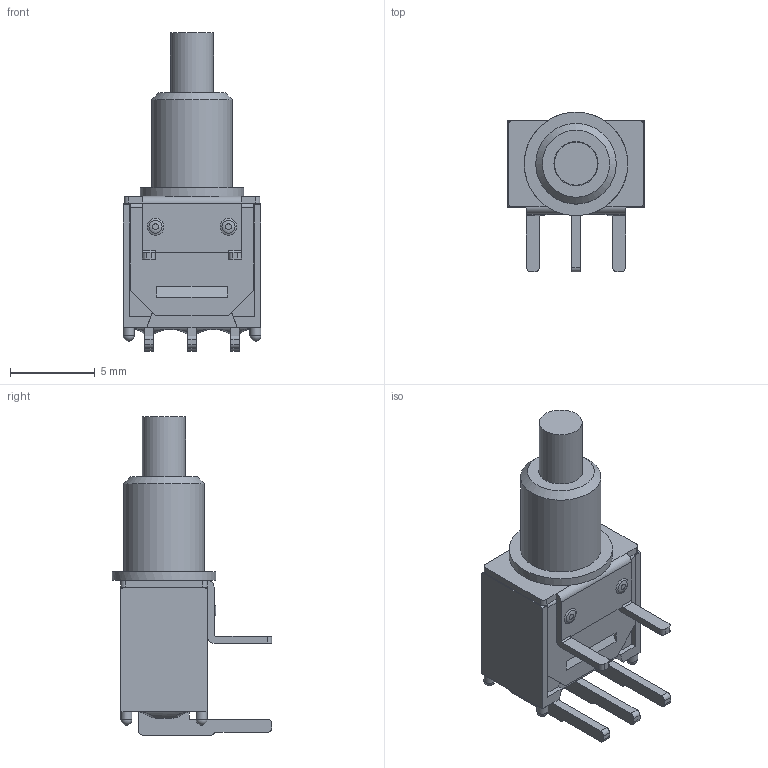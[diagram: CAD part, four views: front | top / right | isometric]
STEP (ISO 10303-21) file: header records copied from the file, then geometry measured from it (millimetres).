
FILE_DESCRIPTION((' '),'2;1');
FILE_NAME('800SP8B7M6xE.stp','2017-07-28T09:07:56',(' '),(' '),' ','ACIS',' ');
FILE_SCHEMA(('CONFIG_CONTROL_DESIGN'));
Length unit declared in the file: inch
Products named in the file (3): 800SP8B7M6xE.stp; Body1; Body2
Assembly tree (2 placements, depth 2):
  800SP8B7M6xE.stp
    Body1
    Body2
Bounding box: 8.13 x 9.4 x 18.76 mm (x, y, z)
Volume: 314.7 mm3; surface area: 795.1 mm2
Topology: 2 solids, 3 shells, 183 faces, 485 edges, 309 vertices
Faces by surface type: plane 124, cylinder 42, bspline 10, sphere 4, cone 3
Full cylindrical faces by diameter (mm): 0.65 x4, 2.54 x1, 2.6 x1, 4.75 x1, 6.1 x1
Entity records: 7116 total; most frequent: CARTESIAN_POINT 2320, ORIENTED_EDGE 922, DIRECTION 887, EDGE_CURVE 461, VECTOR 327, LINE 327, VERTEX_POINT 302, AXIS2_PLACEMENT_3D 280
